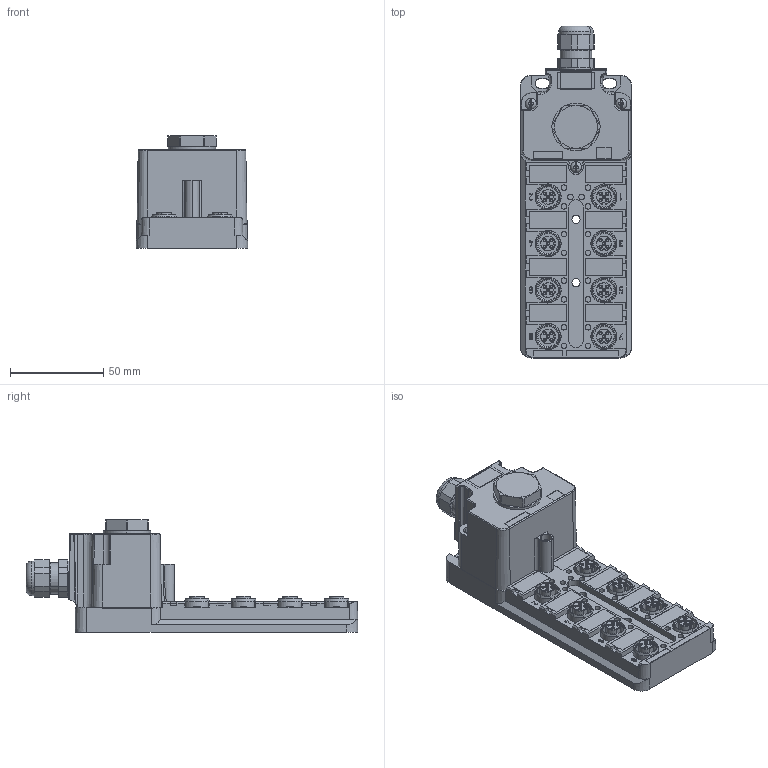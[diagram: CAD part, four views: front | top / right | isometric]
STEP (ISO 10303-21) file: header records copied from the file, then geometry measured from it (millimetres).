
FILE_DESCRIPTION(('CATIA V5 STEP Exchange','CAx-IF Rec.Pracs.--- Model Styling and Organization---1.4--- 2014-01-23'),'2;1');
FILE_NAME ('1520824-3_0', '2024-04-15T10:42:04+00:00', ('none'), ('Weidmueller'), 'CATIA Version 5-6 Release 2016 SP3 HF44', 'CATIA V5 STEP AP214', 'none');
FILE_SCHEMA(('AUTOMOTIVE_DESIGN { 1 0 10303 214 1 1 1 1 }'));
Products named in the file (1): 2921120000
Bounding box: 60 x 178.33 x 60.5 mm (x, y, z)
Volume: 176181.5 mm3; surface area: 80783.6 mm2
Topology: 33 solids, 34 shells, 2228 faces, 5650 edges, 3622 vertices
Faces by surface type: plane 1001, cylinder 769, cone 318, torus 128, bspline 8, sphere 4
Entity records: 62575 total; most frequent: CARTESIAN_POINT 12764, ORIENTED_EDGE 11284, DIRECTION 8108, EDGE_CURVE 5642, AXIS2_PLACEMENT_3D 3680, VERTEX_POINT 3622, VECTOR 3000, LINE 3000
